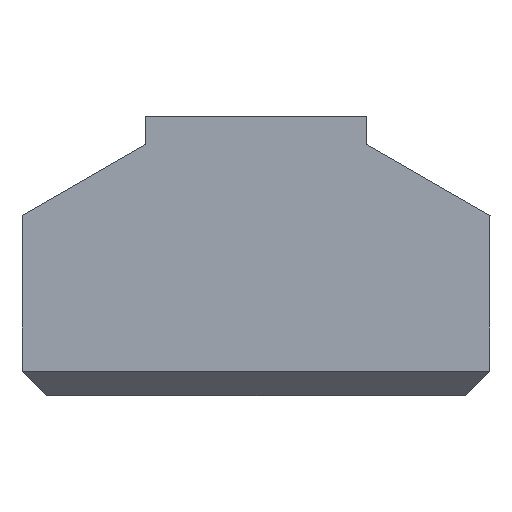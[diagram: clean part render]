
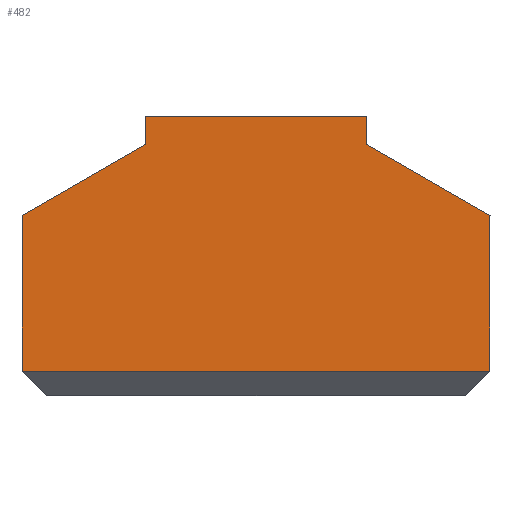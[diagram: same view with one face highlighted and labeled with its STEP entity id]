
A CAD part, left-side view. The second image highlights one B-rep face of the part: STEP entity #482.
In plain terms, the highlighted planar face has unit normal (-1, 0, 0).
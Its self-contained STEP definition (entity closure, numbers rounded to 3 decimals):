
#35=FACE_OUTER_BOUND('',#64,.T.);
#64=EDGE_LOOP('',(#373,#374,#375,#376,#377,#378,#379,#380));
#116=LINE('',#740,#179);
#117=LINE('',#743,#180);
#118=LINE('',#745,#181);
#119=LINE('',#747,#182);
#120=LINE('',#749,#183);
#121=LINE('',#751,#184);
#122=LINE('',#753,#185);
#123=LINE('',#754,#186);
#179=VECTOR('',#606,10.);
#180=VECTOR('',#609,10.);
#181=VECTOR('',#610,10.);
#182=VECTOR('',#611,10.);
#183=VECTOR('',#612,10.);
#184=VECTOR('',#613,10.);
#185=VECTOR('',#614,10.);
#186=VECTOR('',#615,10.);
#227=VERTEX_POINT('',#728);
#229=VERTEX_POINT('',#736);
#230=VERTEX_POINT('',#742);
#231=VERTEX_POINT('',#744);
#232=VERTEX_POINT('',#746);
#233=VERTEX_POINT('',#748);
#234=VERTEX_POINT('',#750);
#235=VERTEX_POINT('',#752);
#282=EDGE_CURVE('',#227,#229,#116,.T.);
#283=EDGE_CURVE('',#227,#230,#117,.T.);
#284=EDGE_CURVE('',#230,#231,#118,.T.);
#285=EDGE_CURVE('',#231,#232,#119,.T.);
#286=EDGE_CURVE('',#232,#233,#120,.T.);
#287=EDGE_CURVE('',#233,#234,#121,.T.);
#288=EDGE_CURVE('',#234,#235,#122,.T.);
#289=EDGE_CURVE('',#235,#229,#123,.T.);
#373=ORIENTED_EDGE('',*,*,#282,.F.);
#374=ORIENTED_EDGE('',*,*,#283,.T.);
#375=ORIENTED_EDGE('',*,*,#284,.T.);
#376=ORIENTED_EDGE('',*,*,#285,.T.);
#377=ORIENTED_EDGE('',*,*,#286,.T.);
#378=ORIENTED_EDGE('',*,*,#287,.T.);
#379=ORIENTED_EDGE('',*,*,#288,.T.);
#380=ORIENTED_EDGE('',*,*,#289,.T.);
#455=PLANE('',#524);
#482=ADVANCED_FACE('',(#35),#455,.T.);
#524=AXIS2_PLACEMENT_3D('',#741,#607,#608);
#606=DIRECTION('',(0.,1.,0.));
#607=DIRECTION('center_axis',(-1.,0.,0.));
#608=DIRECTION('ref_axis',(0.,0.,1.));
#609=DIRECTION('',(0.,0.,1.));
#610=DIRECTION('',(0.,0.866,0.5));
#611=DIRECTION('',(0.,0.,1.));
#612=DIRECTION('',(0.,1.,0.));
#613=DIRECTION('',(0.,0.,-1.));
#614=DIRECTION('',(0.,0.866,-0.5));
#615=DIRECTION('',(0.,0.,-1.));
#728=CARTESIAN_POINT('',(238.748,58.315,57.5));
#736=CARTESIAN_POINT('',(238.748,67.815,57.5));
#740=CARTESIAN_POINT('',(238.748,65.44,57.5));
#741=CARTESIAN_POINT('Origin',(238.748,63.065,59.839));
#742=CARTESIAN_POINT('',(238.748,58.315,60.662));
#743=CARTESIAN_POINT('',(238.748,58.315,57.));
#744=CARTESIAN_POINT('',(238.748,60.815,62.106));
#745=CARTESIAN_POINT('',(238.748,58.315,60.662));
#746=CARTESIAN_POINT('',(238.748,60.815,62.678));
#747=CARTESIAN_POINT('',(238.748,60.815,62.106));
#748=CARTESIAN_POINT('',(238.748,65.315,62.678));
#749=CARTESIAN_POINT('',(238.748,60.815,62.678));
#750=CARTESIAN_POINT('',(238.748,65.315,62.106));
#751=CARTESIAN_POINT('',(238.748,65.315,63.25));
#752=CARTESIAN_POINT('',(238.748,67.815,60.662));
#753=CARTESIAN_POINT('',(238.748,65.315,62.106));
#754=CARTESIAN_POINT('',(238.748,67.815,60.662));
